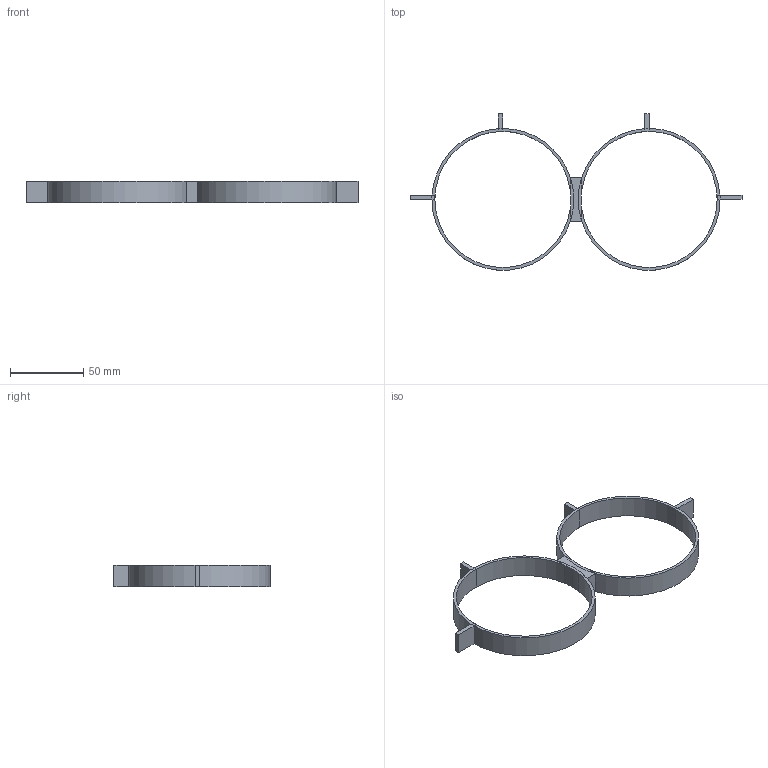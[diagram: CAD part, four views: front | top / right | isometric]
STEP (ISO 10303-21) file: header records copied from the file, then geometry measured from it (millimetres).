
FILE_DESCRIPTION(('FreeCAD Model'),'2;1');
FILE_NAME('plates_bottom.step','2022-01-21T13:59:03',('Author'),(''), 'Open CASCADE STEP processor 6.9','FreeCAD','Unknown');
FILE_SCHEMA(('AUTOMOTIVE_DESIGN { 1 0 10303 214 1 1 1 1 }'));
Length unit declared in the file: millimetre
Products named in the file (1): Fusion001
Bounding box: 227 x 106.87 x 15 mm (x, y, z)
Volume: 22218.9 mm3; surface area: 21692.7 mm2
Topology: 1 solids, 1 shells, 63 faces, 141 edges, 76 vertices
Faces by surface type: plane 48, cylinder 15
Entity records: 3523 total; most frequent: CARTESIAN_POINT 589, DIRECTION 569, LINE 295, VECTOR 295, ORIENTED_EDGE 282, PCURVE 282, DEFINITIONAL_REPRESENTATION 282, EDGE_CURVE 141
